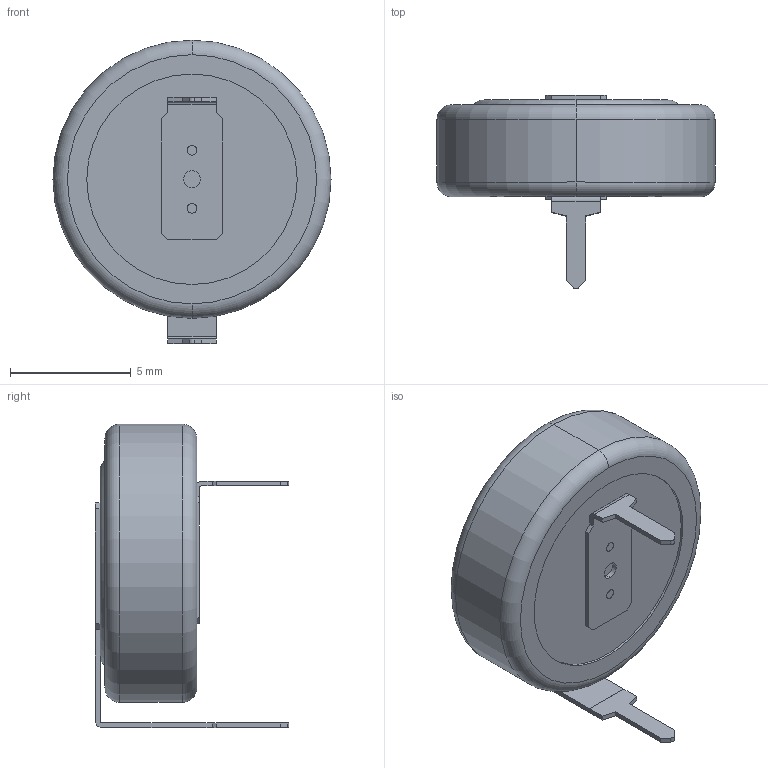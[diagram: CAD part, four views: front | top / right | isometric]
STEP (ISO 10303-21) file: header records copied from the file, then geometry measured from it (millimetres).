
FILE_DESCRIPTION (( 'STEP AP214' ), '1' );
FILE_NAME ('KR-5R5H104_224_334_474-R.STEP', '2015-08-19T07:10:57', ( '' ), ( '' ), 'SwSTEP 2.0', 'SolidWorks 2013', '' );
FILE_SCHEMA (( 'AUTOMOTIVE_DESIGN' ));
Length unit declared in the file: millimetre
Products named in the file (1): KR-5R5H104_224_334_474-R
Bounding box: 11.5 x 8 x 12.55 mm (x, y, z)
Surface area: 481.8 mm2 (no closed solid volume)
Topology: 0 solids, 6 shells, 89 faces, 240 edges, 160 vertices
Faces by surface type: plane 53, cylinder 28, torus 6, cone 2
Entity records: 3783 total; most frequent: DIRECTION 498, CARTESIAN_POINT 490, ORIENTED_EDGE 432, EDGE_CURVE 240, AXIS2_PLACEMENT_3D 168, LINE 162, VECTOR 162, VERTEX_POINT 160
